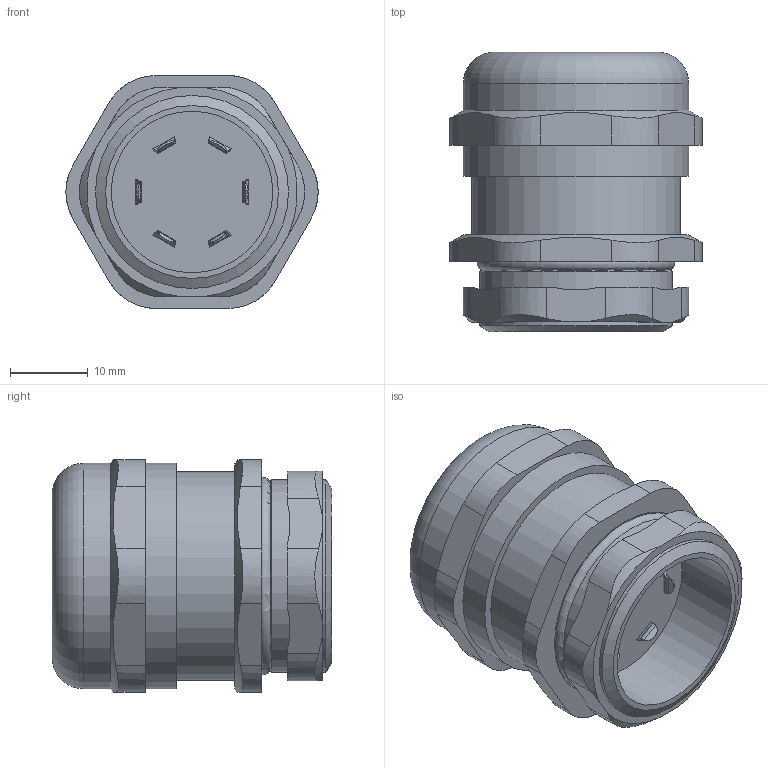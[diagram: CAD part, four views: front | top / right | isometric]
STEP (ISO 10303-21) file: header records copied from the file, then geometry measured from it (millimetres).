
FILE_DESCRIPTION(/* description */ ('','CAx-IF Rec.Pracs.---Representation and Presentation of Product Manufacturing Information (PMI)---4.0---2014-10-13'),/* implementation_level */ '2;1');
FILE_NAME(/* name */ 'ЗЭТАРУС ВКЭ1-М25-18-L9.stp',/* time_stamp */ '2022-06-24T14:44:22+07:00',/* author */ ('zeta-09'),/* organization */ (''),/* preprocessor_version */ 'ST-DEVELOPER v18.1',/* originating_system */ 'Autodesk Inventor 2021',/* authorisation */ '');
FILE_SCHEMA (('AP242_MANAGED_MODEL_BASED_3D_ENGINEERING_MIM_LF { 1 0 10303 442 1 1 4 }'));
Length unit declared in the file: millimetre
Products named in the file (1): Деталь10
Bounding box: 32.48 x 36 x 30 mm (x, y, z)
Volume: 19010.7 mm3; surface area: 6708 mm2
Topology: 1 solids, 3 shells, 164 faces, 419 edges, 273 vertices
Faces by surface type: plane 78, cylinder 49, bspline 24, cone 11, torus 2
Full cylindrical faces by diameter (mm): 18.5 x1, 20.8 x1, 24.85 x2, 26.85 x1, 29 x2
Entity records: 8358 total; most frequent: CARTESIAN_POINT 4308, ORIENTED_EDGE 836, DIRECTION 704, EDGE_CURVE 419, VERTEX_POINT 273, AXIS2_PLACEMENT_3D 235, LINE 234, VECTOR 234
